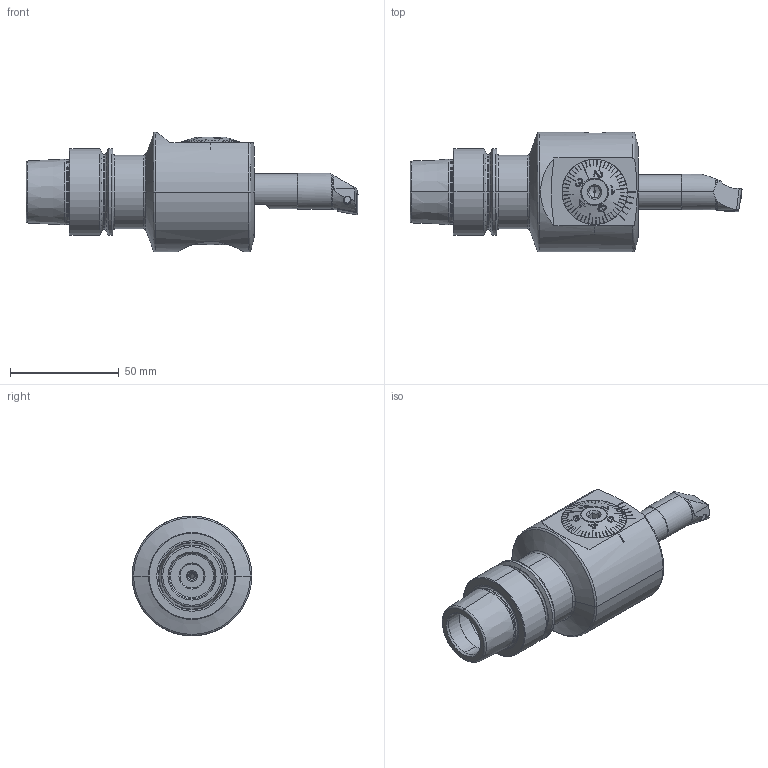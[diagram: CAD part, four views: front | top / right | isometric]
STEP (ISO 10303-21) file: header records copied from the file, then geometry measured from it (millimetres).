
FILE_DESCRIPTION (( 'STEP AP214' ), '1' );
FILE_NAME ('HE4.A55.K01.085.STEP', '2024-08-16T13:18:59', ( '' ), ( '' ), 'SwSTEP 2.0', 'SolidWorks 2022', '' );
FILE_SCHEMA (( 'AUTOMOTIVE_DESIGN' ));
Length unit declared in the file: millimetre
Products named in the file (20): B22-WCB.K11.110_B; A55-BG1.014.041; Klebstoff D10; B22-WCB.K11.110; A55-BG1.011.041; A55-BG3.011.033_A_gekürzt; DIN 3771 - 25x1.5; ISO 4026 - M10 x 8; A55-BG2.011.016_E; HE4.A55.K01.085; HE4-A55.K00.085_B_Fertigbearbeitung; A55-BG2.015.007_B; A55-BG2.012.006_B; A55-BG1.011.041_E; WCB-ER2.001.009_A; ISO 4026 - M10 x 16; A55-BG2.013.005_C; CCMT09T304; A55-BG2.014.007_A; A55-BG1.012.007_B
Assembly tree (23 placements, depth 4):
  HE4.A55.K01.085
    HE4-A55.K00.085_B_Fertigbearbeitung
    A55-BG1.014.041
      A55-BG1.011.041
        A55-BG1.011.041_E
        A55-BG1.012.007_B
      A55-BG2.012.006_B
      A55-BG2.013.005_C
      DIN 3771 - 25x1.5
      ISO 4026 - M10 x 16  x2
      A55-BG2.015.007_B
        A55-BG2.011.016_E
        A55-BG2.014.007_A
    A55-BG3.011.033_A_gekürzt
    Klebstoff D10
    WCB-ER2.001.009_A
    ISO 4026 - M10 x 8
    ISO 4026 - M10 x 16  x2
    B22-WCB.K11.110
      B22-WCB.K11.110_B
      CCMT09T304
      WCB-ER2.001.009_A
Bounding box: 152.65 x 55 x 55 mm (x, y, z)
Volume: 151239.4 mm3; surface area: 52605.9 mm2
Topology: 19 solids, 19 shells, 916 faces, 2344 edges, 1469 vertices
Faces by surface type: plane 366, cone 224, cylinder 183, torus 85, bspline 54, sphere 4
Entity records: 34925 total; most frequent: CARTESIAN_POINT 11235, ORIENTED_EDGE 4276, DIRECTION 3718, EDGE_CURVE 2138, AXIS2_PLACEMENT_3D 1459, VERTEX_POINT 1349, EDGE_LOOP 885, FACE_OUTER_BOUND 832
